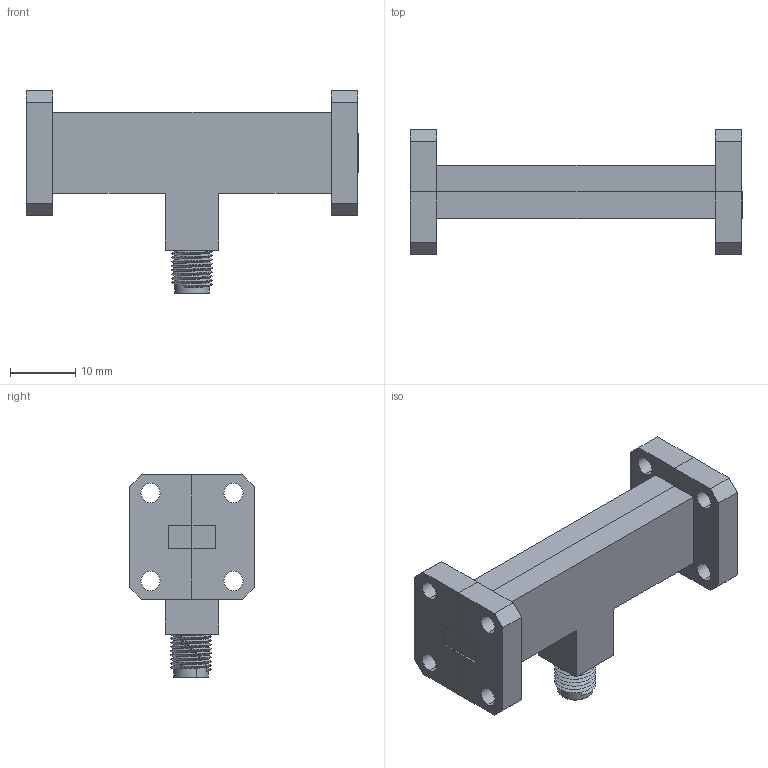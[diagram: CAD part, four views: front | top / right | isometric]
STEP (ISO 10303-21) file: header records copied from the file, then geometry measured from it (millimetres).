
FILE_DESCRIPTION (( 'STEP AP203' ), '1' );
FILE_NAME ('DMKA-28-101-1L DF.STEP', '2019-06-07T19:27:11', ( '' ), ( '' ), 'SwSTEP 2.0', 'SolidWorks 2016', '' );
FILE_SCHEMA (( 'CONFIG_CONTROL_DESIGN' ));
Length unit declared in the file: inch
Products named in the file (1): DMKA-28-101-1L DF
Bounding box: 50.8 x 19.05 x 30.99 mm (x, y, z)
Volume: 7563 mm3; surface area: 6559.4 mm2
Topology: 2 solids, 2 shells, 421 faces, 917 edges, 542 vertices
Faces by surface type: plane 184, cone 143, cylinder 92, bspline 2
Entity records: 12690 total; most frequent: CARTESIAN_POINT 3524, DIRECTION 1913, ORIENTED_EDGE 1834, EDGE_CURVE 917, AXIS2_PLACEMENT_3D 712, VERTEX_POINT 542, LINE 489, VECTOR 489
